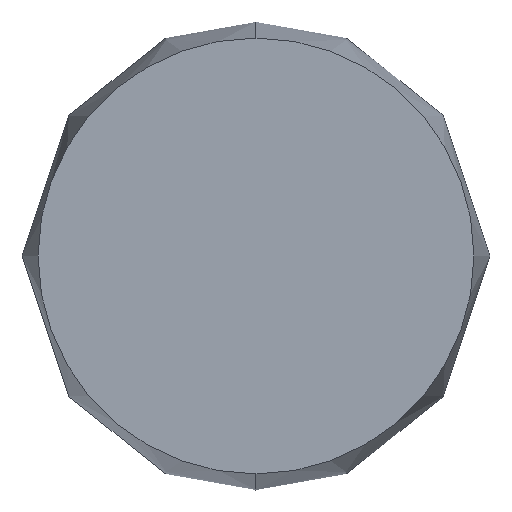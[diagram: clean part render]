
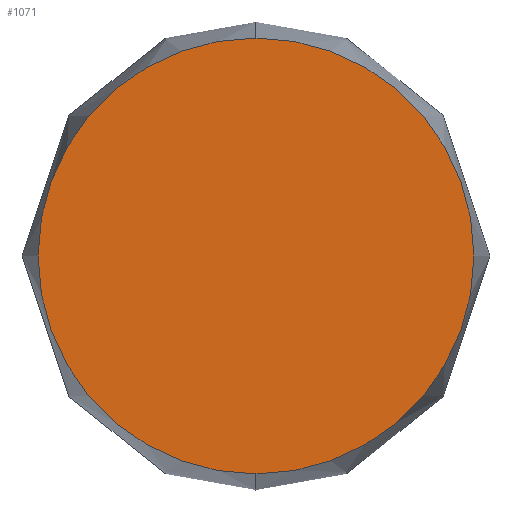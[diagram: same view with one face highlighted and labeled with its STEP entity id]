
A CAD part, left-side view. The second image highlights one B-rep face of the part: STEP entity #1071.
In plain terms, the highlighted planar face has unit normal (-1, 0, 0).
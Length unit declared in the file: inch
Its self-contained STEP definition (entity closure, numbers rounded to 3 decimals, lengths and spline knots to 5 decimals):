
#147 = CARTESIAN_POINT ( 'NONE',  ( 0., 0., 0.0181 ) ) ;
#160 = AXIS2_PLACEMENT_3D ( 'NONE', #1317, #280, #443 ) ;
#161 = DIRECTION ( 'NONE',  ( 0., 0., 1. ) ) ;
#170 = DIRECTION ( 'NONE',  ( 1., 0., 0. ) ) ;
#184 = CARTESIAN_POINT ( 'NONE',  ( 0., 0., 0. ) ) ;
#187 = CIRCLE ( 'NONE', #270, 0.0181 ) ;
#234 = CARTESIAN_POINT ( 'NONE',  ( 0., 0., -0.0181 ) ) ;
#270 = AXIS2_PLACEMENT_3D ( 'NONE', #732, #648, #842 ) ;
#280 = DIRECTION ( 'NONE',  ( 1., 0., 0. ) ) ;
#310 = ORIENTED_EDGE ( 'NONE', *, *, #996, .F. ) ;
#443 = DIRECTION ( 'NONE',  ( 0., 0., -1. ) ) ;
#444 = EDGE_CURVE ( 'NONE', #466, #450, #1287, .T. ) ;
#450 = VERTEX_POINT ( 'NONE', #234 ) ;
#466 = VERTEX_POINT ( 'NONE', #147 ) ;
#503 = AXIS2_PLACEMENT_3D ( 'NONE', #184, #170, #161 ) ;
#648 = DIRECTION ( 'NONE',  ( 1., 0., 0. ) ) ;
#732 = CARTESIAN_POINT ( 'NONE',  ( 0., 0., 0. ) ) ;
#826 = PLANE ( 'NONE',  #160 ) ;
#842 = DIRECTION ( 'NONE',  ( 0., 0., 1. ) ) ;
#907 = ORIENTED_EDGE ( 'NONE', *, *, #444, .F. ) ;
#996 = EDGE_CURVE ( 'NONE', #450, #466, #187, .T. ) ;
#1025 = FACE_OUTER_BOUND ( 'NONE', #1297, .T. ) ;
#1071 = ADVANCED_FACE ( 'NONE', ( #1025 ), #826, .F. ) ;
#1287 = CIRCLE ( 'NONE', #503, 0.0181 ) ;
#1297 = EDGE_LOOP ( 'NONE', ( #907, #310 ) ) ;
#1317 = CARTESIAN_POINT ( 'NONE',  ( 0., 0., 0. ) ) ;
